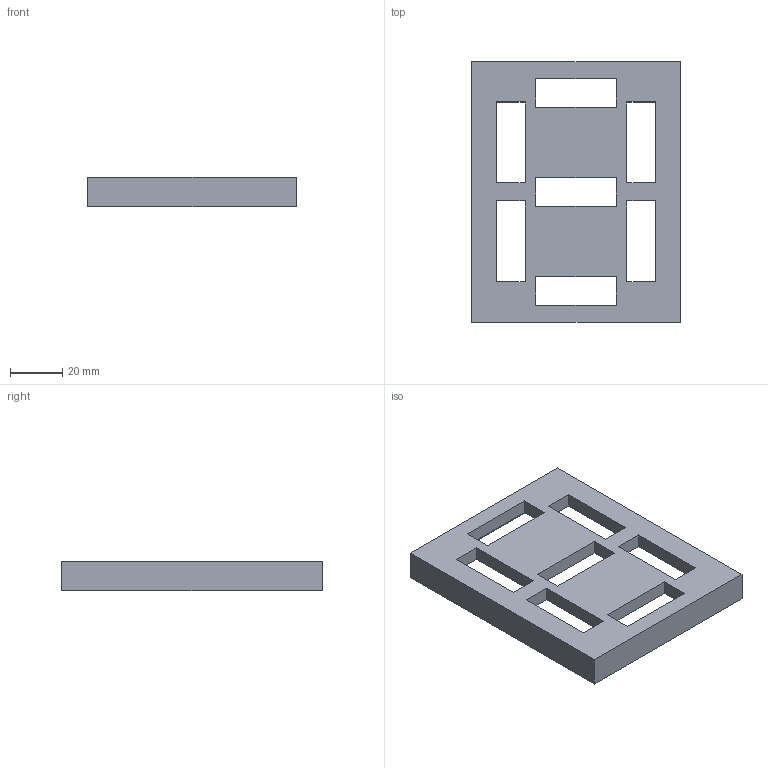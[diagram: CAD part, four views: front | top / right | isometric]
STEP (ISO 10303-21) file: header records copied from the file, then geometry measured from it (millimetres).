
FILE_DESCRIPTION (( 'STEP AP214' ), '1' );
FILE_NAME ('7SEGmaskR1.0.STEP', '2021-06-29T15:44:28', ( '' ), ( '' ), 'SwSTEP 2.0', 'SolidWorks 2021', '' );
FILE_SCHEMA (( 'AUTOMOTIVE_DESIGN' ));
Length unit declared in the file: millimetre
Products named in the file (1): 7SEGmaskR1.0
Bounding box: 80 x 100 x 11.49 mm (x, y, z)
Volume: 14786.2 mm3; surface area: 24521.4 mm2
Topology: 1 solids, 1 shells, 98 faces, 270 edges, 180 vertices
Faces by surface type: plane 94, cylinder 4
Entity records: 3124 total; most frequent: CARTESIAN_POINT 549, ORIENTED_EDGE 540, DIRECTION 476, EDGE_CURVE 270, VECTOR 262, LINE 262, VERTEX_POINT 180, EDGE_LOOP 118
